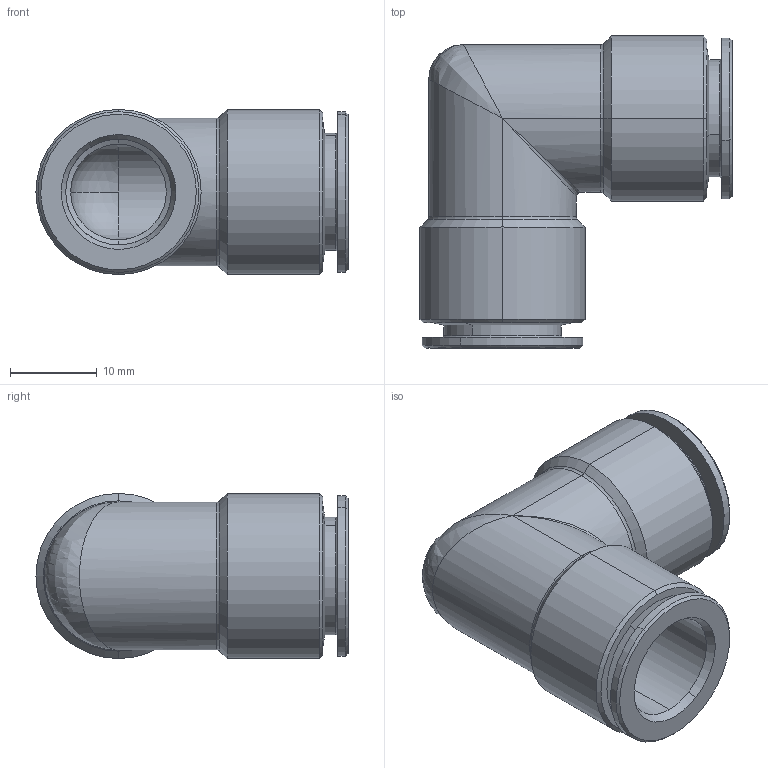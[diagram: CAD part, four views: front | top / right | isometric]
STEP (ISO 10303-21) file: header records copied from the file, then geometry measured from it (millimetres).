
FILE_DESCRIPTION (( 'STEP AP203' ), '1' );
FILE_NAME ('A0180060.STEP', '2009-04-07T09:37:18', ( 'UT1' ), ( 'sopra-pneumatic' ), 'SwSTEP 2.0', 'SolidWorks 2009', '' );
FILE_SCHEMA (( 'CONFIG_CONTROL_DESIGN' ));
Length unit declared in the file: millimetre
Products named in the file (1): A0180060
Bounding box: 35.9 x 35.9 x 19 mm (x, y, z)
Volume: 7255.4 mm3; surface area: 5654.2 mm2
Topology: 1 solids, 1 shells, 66 faces, 140 edges, 74 vertices
Faces by surface type: cone 28, cylinder 24, plane 6, torus 4, sphere 2, bspline 2
Entity records: 1970 total; most frequent: CARTESIAN_POINT 480, DIRECTION 336, ORIENTED_EDGE 268, AXIS2_PLACEMENT_3D 142, EDGE_CURVE 134, CIRCLE 77, VERTEX_POINT 74, EDGE_LOOP 72
